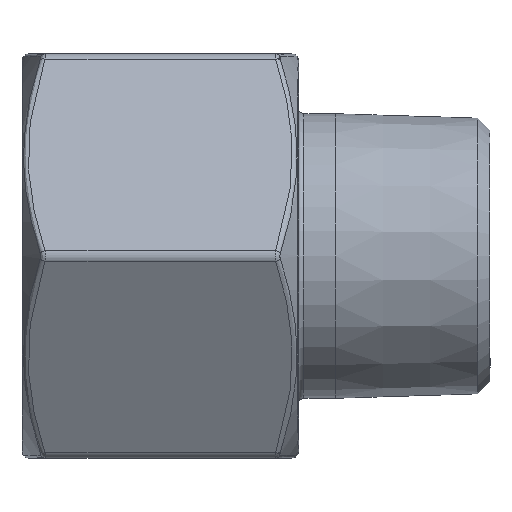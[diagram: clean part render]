
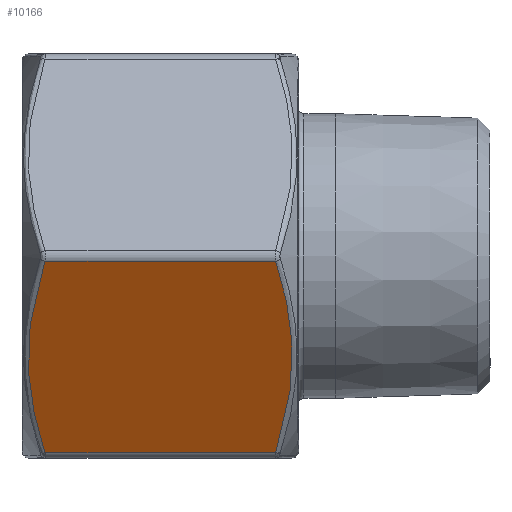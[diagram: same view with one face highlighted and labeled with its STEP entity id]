
A CAD part, front view. The second image highlights one B-rep face of the part: STEP entity #10166.
In plain terms, the highlighted planar face has unit normal (0, -0.866, -0.5).
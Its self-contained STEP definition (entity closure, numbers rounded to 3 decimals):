
#320 = EDGE_CURVE ( 'NONE', #4826, #7547, #367, .T. ) ;
#341 = VECTOR ( 'NONE', #12552, 1000. ) ;
#363 = CARTESIAN_POINT ( 'NONE',  ( 1.667, -20.801, -1.971 ) ) ;
#367 = B_SPLINE_CURVE_WITH_KNOTS ( 'NONE', 3,
 ( #2837, #363, #4041, #588, #3966, #5071, #9791, #7409, #10689, #10758, #14382, #4924, #2689, #14243 ),
 .UNSPECIFIED., .F., .F.,
 ( 4, 2, 2, 2, 2, 2, 4 ),
 ( 0.001, 0.006, 0.008, 0.01, 0.011, 0.016, 0.022 ),
 .UNSPECIFIED. ) ;
#588 = CARTESIAN_POINT ( 'NONE',  ( 0.862, -18.644, -5.708 ) ) ;
#688 = CARTESIAN_POINT ( 'NONE',  ( 23.853, -11.258, -18.5 ) ) ;
#837 = CARTESIAN_POINT ( 'NONE',  ( 25.385, -17.348, -7.953 ) ) ;
#913 = CARTESIAN_POINT ( 'NONE',  ( 25.423, -16.024, -10.245 ) ) ;
#988 = PLANE ( 'NONE',  #5411 ) ;
#2531 = EDGE_CURVE ( 'NONE', #14217, #4826, #13258, .T. ) ;
#2689 = CARTESIAN_POINT ( 'NONE',  ( 1.668, -12.107, -17.031 ) ) ;
#2837 = CARTESIAN_POINT ( 'NONE',  ( 2.147, -21.651, -0.5 ) ) ;
#3019 = CARTESIAN_POINT ( 'NONE',  ( 24.728, -12.963, -15.548 ) ) ;
#3033 = ORIENTED_EDGE ( 'NONE', *, *, #320, .T. ) ;
#3086 = CARTESIAN_POINT ( 'NONE',  ( 25.422, -16.906, -8.717 ) ) ;
#3498 = CARTESIAN_POINT ( 'NONE',  ( 13., -21.651, -0.5 ) ) ;
#3883 = CARTESIAN_POINT ( 'NONE',  ( 23.853, -21.651, -0.5 ) ) ;
#3966 = CARTESIAN_POINT ( 'NONE',  ( 0.756, -18.208, -6.464 ) ) ;
#3998 = CARTESIAN_POINT ( 'NONE',  ( 25.241, -18.222, -6.438 ) ) ;
#4034 = B_SPLINE_CURVE_WITH_KNOTS ( 'NONE', 3,
 ( #4217, #7588, #3019, #12223, #8808, #13439, #913, #3086, #837, #3998, #7655, #5395, #10029, #12373 ),
 .UNSPECIFIED., .F., .F.,
 ( 4, 2, 2, 2, 2, 2, 4 ),
 ( 0.001, 0.006, 0.009, 0.011, 0.014, 0.016, 0.022 ),
 .UNSPECIFIED. ) ;
#4041 = CARTESIAN_POINT ( 'NONE',  ( 1.272, -19.944, -3.455 ) ) ;
#4217 = CARTESIAN_POINT ( 'NONE',  ( 23.853, -11.258, -18.5 ) ) ;
#4633 = VERTEX_POINT ( 'NONE', #688 ) ;
#4776 = EDGE_LOOP ( 'NONE', ( #14758, #5482, #3033, #14500 ) ) ;
#4826 = VERTEX_POINT ( 'NONE', #9651 ) ;
#4924 = CARTESIAN_POINT ( 'NONE',  ( 1.273, -12.961, -15.551 ) ) ;
#5071 = CARTESIAN_POINT ( 'NONE',  ( 0.649, -17.549, -7.604 ) ) ;
#5272 = VECTOR ( 'NONE', #6444, 1000. ) ;
#5395 = CARTESIAN_POINT ( 'NONE',  ( 24.725, -19.952, -3.443 ) ) ;
#5411 = AXIS2_PLACEMENT_3D ( 'NONE', #11454, #14784, #12674 ) ;
#5482 = ORIENTED_EDGE ( 'NONE', *, *, #2531, .T. ) ;
#5560 = FACE_OUTER_BOUND ( 'NONE', #4776, .T. ) ;
#5822 = EDGE_CURVE ( 'NONE', #7547, #4633, #6231, .T. ) ;
#6231 = LINE ( 'NONE', #12203, #5272 ) ;
#6444 = DIRECTION ( 'NONE',  ( 1., 0., 0. ) ) ;
#7409 = CARTESIAN_POINT ( 'NONE',  ( 0.586, -16.887, -8.752 ) ) ;
#7547 = VERTEX_POINT ( 'NONE', #9864 ) ;
#7588 = CARTESIAN_POINT ( 'NONE',  ( 24.332, -12.106, -17.031 ) ) ;
#7655 = CARTESIAN_POINT ( 'NONE',  ( 25.135, -18.656, -5.686 ) ) ;
#7967 = EDGE_CURVE ( 'NONE', #4633, #14217, #4034, .T. ) ;
#8808 = CARTESIAN_POINT ( 'NONE',  ( 25.245, -14.705, -12.53 ) ) ;
#9651 = CARTESIAN_POINT ( 'NONE',  ( 2.147, -21.651, -0.5 ) ) ;
#9791 = CARTESIAN_POINT ( 'NONE',  ( 0.622, -17.329, -7.986 ) ) ;
#9864 = CARTESIAN_POINT ( 'NONE',  ( 2.147, -11.258, -18.5 ) ) ;
#10029 = CARTESIAN_POINT ( 'NONE',  ( 24.331, -20.805, -1.965 ) ) ;
#10166 = ADVANCED_FACE ( 'NONE', ( #5560 ), #988, .T. ) ;
#10689 = CARTESIAN_POINT ( 'NONE',  ( 0.577, -16.665, -9.136 ) ) ;
#10758 = CARTESIAN_POINT ( 'NONE',  ( 0.579, -15.56, -11.049 ) ) ;
#11454 = CARTESIAN_POINT ( 'NONE',  ( 13., -10.97, -19. ) ) ;
#12203 = CARTESIAN_POINT ( 'NONE',  ( 13., -11.258, -18.5 ) ) ;
#12223 = CARTESIAN_POINT ( 'NONE',  ( 25.139, -14.266, -13.29 ) ) ;
#12373 = CARTESIAN_POINT ( 'NONE',  ( 23.853, -21.651, -0.5 ) ) ;
#12552 = DIRECTION ( 'NONE',  ( -1., 0., 0. ) ) ;
#12674 = DIRECTION ( 'NONE',  ( 0., -0.5, 0.866 ) ) ;
#13258 = LINE ( 'NONE', #3498, #341 ) ;
#13439 = CARTESIAN_POINT ( 'NONE',  ( 25.387, -15.584, -11.007 ) ) ;
#14217 = VERTEX_POINT ( 'NONE', #3883 ) ;
#14243 = CARTESIAN_POINT ( 'NONE',  ( 2.147, -11.258, -18.5 ) ) ;
#14382 = CARTESIAN_POINT ( 'NONE',  ( 0.728, -14.688, -12.56 ) ) ;
#14500 = ORIENTED_EDGE ( 'NONE', *, *, #5822, .T. ) ;
#14758 = ORIENTED_EDGE ( 'NONE', *, *, #7967, .T. ) ;
#14784 = DIRECTION ( 'NONE',  ( 0., -0.866, -0.5 ) ) ;
